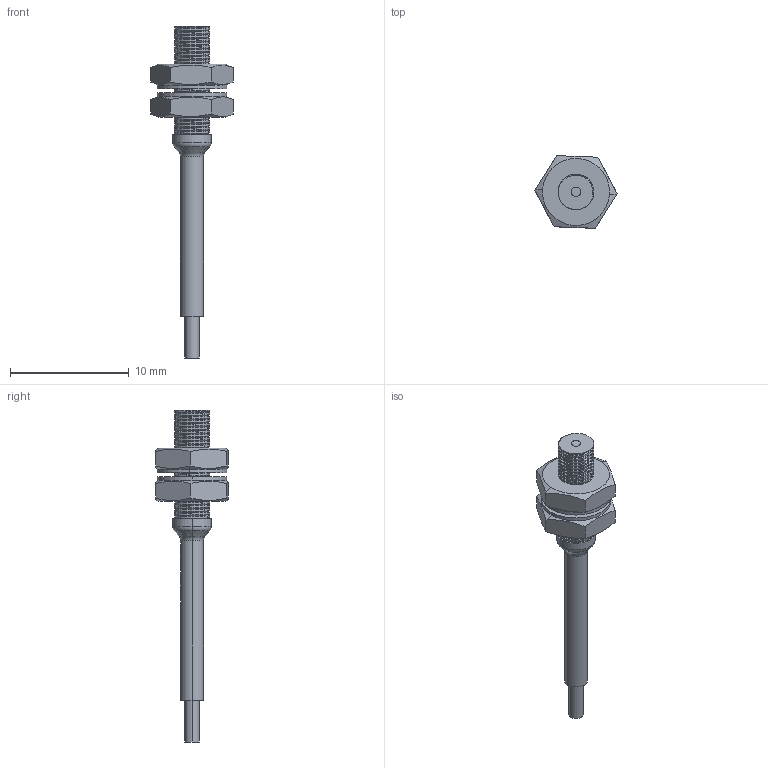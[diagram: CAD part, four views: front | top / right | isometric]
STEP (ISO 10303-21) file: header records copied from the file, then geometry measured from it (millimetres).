
FILE_DESCRIPTION (( 'STEP AP203' ), '1' );
FILE_NAME ('PT-W79.STEP', '2016-06-30T03:01:45', ( '' ), ( '' ), 'SwSTEP 2.0', 'SolidWorks 2013', '' );
FILE_SCHEMA (( 'CONFIG_CONTROL_DESIGN' ));
Length unit declared in the file: millimetre
Products named in the file (1): PT-W79
Bounding box: 6.92 x 6.13 x 28 mm (x, y, z)
Volume: 202.2 mm3; surface area: 605.2 mm2
Topology: 4 solids, 4 shells, 305 faces, 802 edges, 530 vertices
Faces by surface type: plane 173, cylinder 93, bspline 21, cone 14, torus 4
Entity records: 13279 total; most frequent: CARTESIAN_POINT 6196, ORIENTED_EDGE 1604, DIRECTION 1265, EDGE_CURVE 802, VERTEX_POINT 530, LINE 463, VECTOR 463, AXIS2_PLACEMENT_3D 401
